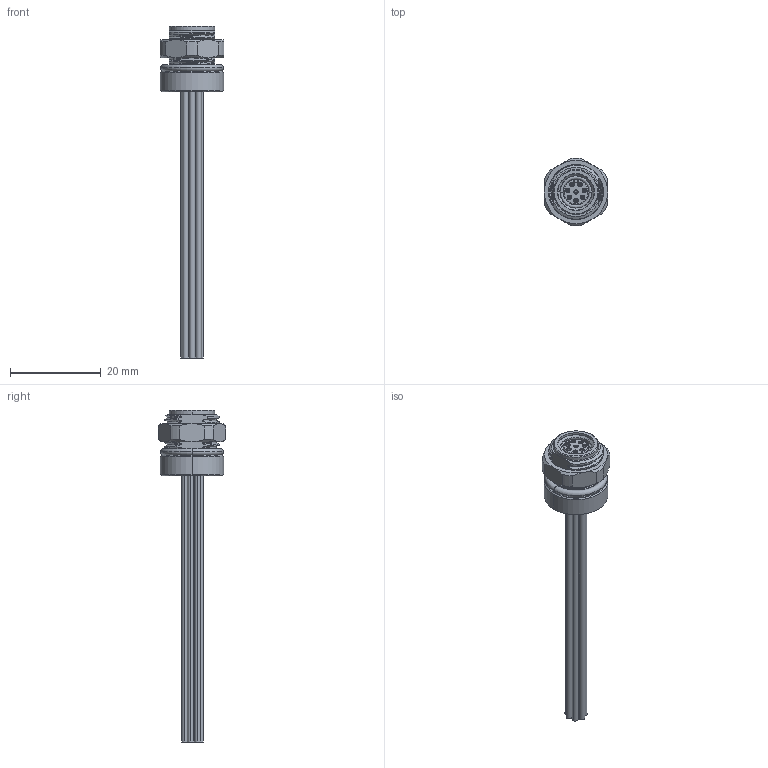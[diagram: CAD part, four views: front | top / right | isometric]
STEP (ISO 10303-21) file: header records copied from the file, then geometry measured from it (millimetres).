
FILE_DESCRIPTION((''),'2;1');
FILE_NAME('8P-K1888B__','2025-09-18T',('gongcheng16'),(''),'PRO/ENGINEER BY PARAMETRIC TECHNOLOGY CORPORATION, 2010280','PRO/ENGINEER BY PARAMETRIC TECHNOLOGY CORPORATION, 2010280','');
FILE_SCHEMA(('CONFIG_CONTROL_DESIGN'));
Length unit declared in the file: millimetre
Products named in the file (1): 8P-K1888B__
Bounding box: 14 x 14.98 x 73.2 mm (x, y, z)
Volume: 224.2 mm3; surface area: 5399.2 mm2
Topology: 1 solids, 22 shells, 743 faces, 1811 edges, 1125 vertices
Faces by surface type: cylinder 273, plane 202, cone 161, bspline 61, torus 46
Entity records: 32633 total; most frequent: CARTESIAN_POINT 15425, DIRECTION 3602, ORIENTED_EDGE 3558, EDGE_CURVE 1779, AXIS2_PLACEMENT_3D 1449, VERTEX_POINT 1125, EDGE_LOOP 828, CIRCLE 766
